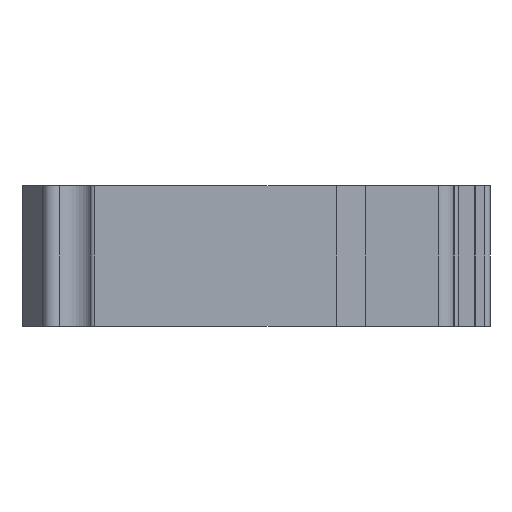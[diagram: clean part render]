
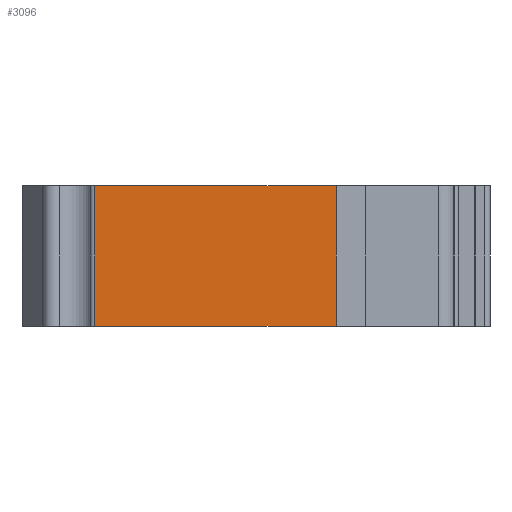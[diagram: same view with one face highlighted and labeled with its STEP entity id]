
A CAD part, left-side view. The second image highlights one B-rep face of the part: STEP entity #3096.
In plain terms, the highlighted planar face has unit normal (-1, 0, 0).
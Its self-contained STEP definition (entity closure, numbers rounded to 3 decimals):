
#247=DIRECTION('',(0.,-1.,0.));
#248=VECTOR('',#247,23.2);
#249=CARTESIAN_POINT('',(141.513,34.187,0.));
#250=LINE('',#249,#248);
#790=DIRECTION('',(0.,-1.,0.));
#791=VECTOR('',#790,23.2);
#792=CARTESIAN_POINT('',(141.513,34.187,13.5));
#793=LINE('',#792,#791);
#1209=DIRECTION('',(0.,0.,1.));
#1210=VECTOR('',#1209,13.5);
#1211=CARTESIAN_POINT('',(141.513,10.987,0.));
#1212=LINE('',#1211,#1210);
#1213=DIRECTION('',(0.,0.,1.));
#1214=VECTOR('',#1213,13.5);
#1215=CARTESIAN_POINT('',(141.513,34.187,0.));
#1216=LINE('',#1215,#1214);
#1427=CARTESIAN_POINT('',(141.513,34.187,0.));
#1428=VERTEX_POINT('',#1427);
#1485=CARTESIAN_POINT('',(141.513,34.187,13.5));
#1486=VERTEX_POINT('',#1485);
#1685=CARTESIAN_POINT('',(141.513,10.987,0.));
#1686=CARTESIAN_POINT('',(141.513,10.987,13.5));
#1687=VERTEX_POINT('',#1685);
#1688=VERTEX_POINT('',#1686);
#3084=CARTESIAN_POINT('',(141.513,34.187,0.));
#3085=DIRECTION('',(-1.,0.,0.));
#3086=DIRECTION('',(0.,-1.,0.));
#3087=AXIS2_PLACEMENT_3D('',#3084,#3085,#3086);
#3088=PLANE('',#3087);
#3090=ORIENTED_EDGE('',*,*,#3089,.F.);
#3091=ORIENTED_EDGE('',*,*,#1986,.F.);
#3092=ORIENTED_EDGE('',*,*,#3079,.T.);
#3093=ORIENTED_EDGE('',*,*,#2263,.T.);
#3094=EDGE_LOOP('',(#3090,#3091,#3092,#3093));
#3095=FACE_OUTER_BOUND('',#3094,.F.);
#1986=EDGE_CURVE('',#1428,#1687,#250,.T.);
#2263=EDGE_CURVE('',#1486,#1688,#793,.T.);
#3079=EDGE_CURVE('',#1428,#1486,#1216,.T.);
#3089=EDGE_CURVE('',#1687,#1688,#1212,.T.);
#3096=ADVANCED_FACE('',(#3095),#3088,.T.);
